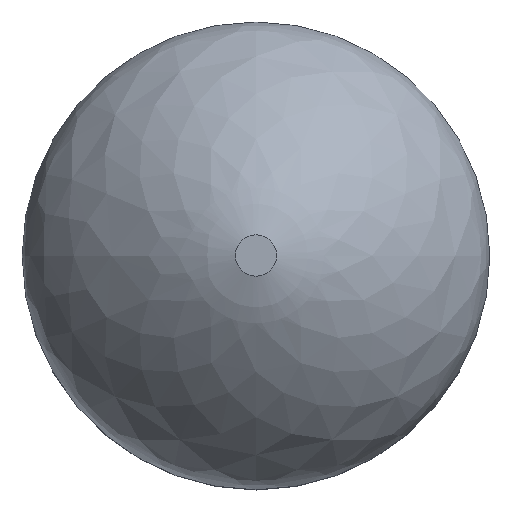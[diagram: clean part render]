
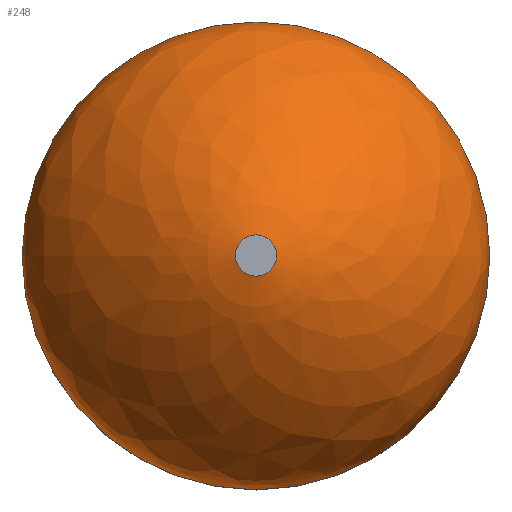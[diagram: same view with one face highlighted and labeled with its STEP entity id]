
A CAD part, top view. The second image highlights one B-rep face of the part: STEP entity #248.
In plain terms, the highlighted free-form (B-spline) face has degree [3, 3] with [4, 19] control points.
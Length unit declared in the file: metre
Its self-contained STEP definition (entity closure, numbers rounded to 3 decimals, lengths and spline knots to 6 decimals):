
#17=B_SPLINE_SURFACE_WITH_KNOTS('',3,3,((#420,#421,#422,#423,#424,#425,
#426,#427,#428,#429,#430,#431,#432,#433,#434,#435,#436,#437,#438),(#439,
#440,#441,#442,#443,#444,#445,#446,#447,#448,#449,#450,#451,#452,#453,#454,
#455,#456,#457),(#458,#459,#460,#461,#462,#463,#464,#465,#466,#467,#468,
#469,#470,#471,#472,#473,#474,#475,#476),(#477,#478,#479,#480,#481,#482,
#483,#484,#485,#486,#487,#488,#489,#490,#491,#492,#493,#494,#495)),
 .UNSPECIFIED.,.F.,.T.,.F.,(4,4),(1,1,1,1,1,1,1,1,1,1,1,1,1,1,1,1,1,1,1,
1,1,1,1),(0.,1.),(-1.178097,-0.785398,-0.392699,
0.,0.392699,0.785398,1.178097,1.570796,
1.963495,2.356194,2.748894,3.141593,3.534292,
3.926991,4.31969,4.712389,5.105088,5.497787,
5.890486,6.283185,6.675884,7.068583,7.461283),
 .UNSPECIFIED.);
#70=ORIENTED_EDGE('',*,*,#131,.F.);
#71=ORIENTED_EDGE('',*,*,#130,.T.);
#130=EDGE_CURVE('',#161,#161,#180,.T.);
#131=EDGE_CURVE('',#162,#162,#181,.T.);
#161=VERTEX_POINT('',#419);
#162=VERTEX_POINT('',#497);
#180=CIRCLE('',#288,0.0015);
#181=CIRCLE('',#289,0.017);
#195=EDGE_LOOP('',(#70));
#196=EDGE_LOOP('',(#71));
#221=FACE_BOUND('',#195,.T.);
#222=FACE_BOUND('',#196,.T.);
#248=ADVANCED_FACE('',(#221,#222),#17,.F.);
#288=AXIS2_PLACEMENT_3D('',#418,#336,#337);
#289=AXIS2_PLACEMENT_3D('',#496,#338,#339);
#336=DIRECTION('',(0.,0.,-1.));
#337=DIRECTION('',(-1.,0.,0.));
#338=DIRECTION('',(0.,0.,-1.));
#339=DIRECTION('',(-1.,0.,0.));
#418=CARTESIAN_POINT('',(0.,0.,0.095));
#419=CARTESIAN_POINT('',(-0.0015,0.,0.095));
#420=CARTESIAN_POINT('',(-0.001422,-0.000589,0.095));
#421=CARTESIAN_POINT('',(-0.001539,0.,0.095));
#422=CARTESIAN_POINT('',(-0.001422,0.000589,0.095));
#423=CARTESIAN_POINT('',(-0.001088,0.001088,0.095));
#424=CARTESIAN_POINT('',(-0.000589,0.001422,0.095));
#425=CARTESIAN_POINT('',(0.,0.001539,0.095));
#426=CARTESIAN_POINT('',(0.000589,0.001422,0.095));
#427=CARTESIAN_POINT('',(0.001088,0.001088,0.095));
#428=CARTESIAN_POINT('',(0.001422,0.000589,0.095));
#429=CARTESIAN_POINT('',(0.001539,0.,0.095));
#430=CARTESIAN_POINT('',(0.001422,-0.000589,0.095));
#431=CARTESIAN_POINT('',(0.001088,-0.001088,0.095));
#432=CARTESIAN_POINT('',(0.000589,-0.001422,0.095));
#433=CARTESIAN_POINT('',(0.,-0.001539,0.095));
#434=CARTESIAN_POINT('',(-0.000589,-0.001422,0.095));
#435=CARTESIAN_POINT('',(-0.001088,-0.001088,0.095));
#436=CARTESIAN_POINT('',(-0.001422,-0.000589,0.095));
#437=CARTESIAN_POINT('',(-0.001539,0.,0.095));
#438=CARTESIAN_POINT('',(-0.001422,0.000589,0.095));
#439=CARTESIAN_POINT('',(-0.007642,-0.003166,0.093569));
#440=CARTESIAN_POINT('',(-0.008272,0.,0.093569));
#441=CARTESIAN_POINT('',(-0.007642,0.003166,0.093569));
#442=CARTESIAN_POINT('',(-0.005849,0.005849,0.093569));
#443=CARTESIAN_POINT('',(-0.003166,0.007642,0.093569));
#444=CARTESIAN_POINT('',(0.,0.008272,0.093569));
#445=CARTESIAN_POINT('',(0.003166,0.007642,0.093569));
#446=CARTESIAN_POINT('',(0.005849,0.005849,0.093569));
#447=CARTESIAN_POINT('',(0.007642,0.003166,0.093569));
#448=CARTESIAN_POINT('',(0.008272,0.,0.093569));
#449=CARTESIAN_POINT('',(0.007642,-0.003166,0.093569));
#450=CARTESIAN_POINT('',(0.005849,-0.005849,0.093569));
#451=CARTESIAN_POINT('',(0.003166,-0.007642,0.093569));
#452=CARTESIAN_POINT('',(0.,-0.008272,0.093569));
#453=CARTESIAN_POINT('',(-0.003166,-0.007642,0.093569));
#454=CARTESIAN_POINT('',(-0.005849,-0.005849,0.093569));
#455=CARTESIAN_POINT('',(-0.007642,-0.003166,0.093569));
#456=CARTESIAN_POINT('',(-0.008272,0.,0.093569));
#457=CARTESIAN_POINT('',(-0.007642,0.003166,0.093569));
#458=CARTESIAN_POINT('',(-0.016222,-0.006719,0.084948));
#459=CARTESIAN_POINT('',(-0.017558,0.,0.084948));
#460=CARTESIAN_POINT('',(-0.016222,0.006719,0.084948));
#461=CARTESIAN_POINT('',(-0.012415,0.012415,0.084948));
#462=CARTESIAN_POINT('',(-0.006719,0.016222,0.084948));
#463=CARTESIAN_POINT('',(0.,0.017558,0.084948));
#464=CARTESIAN_POINT('',(0.006719,0.016222,0.084948));
#465=CARTESIAN_POINT('',(0.012415,0.012415,0.084948));
#466=CARTESIAN_POINT('',(0.016222,0.006719,0.084948));
#467=CARTESIAN_POINT('',(0.017558,0.,0.084948));
#468=CARTESIAN_POINT('',(0.016222,-0.006719,0.084948));
#469=CARTESIAN_POINT('',(0.012415,-0.012415,0.084948));
#470=CARTESIAN_POINT('',(0.006719,-0.016222,0.084948));
#471=CARTESIAN_POINT('',(0.,-0.017558,0.084948));
#472=CARTESIAN_POINT('',(-0.006719,-0.016222,0.084948));
#473=CARTESIAN_POINT('',(-0.012415,-0.012415,0.084948));
#474=CARTESIAN_POINT('',(-0.016222,-0.006719,0.084948));
#475=CARTESIAN_POINT('',(-0.017558,0.,0.084948));
#476=CARTESIAN_POINT('',(-0.016222,0.006719,0.084948));
#477=CARTESIAN_POINT('',(-0.016115,-0.006675,0.080115));
#478=CARTESIAN_POINT('',(-0.017443,0.,0.080115));
#479=CARTESIAN_POINT('',(-0.016115,0.006675,0.080115));
#480=CARTESIAN_POINT('',(-0.012334,0.012334,0.080115));
#481=CARTESIAN_POINT('',(-0.006675,0.016115,0.080115));
#482=CARTESIAN_POINT('',(0.,0.017443,0.080115));
#483=CARTESIAN_POINT('',(0.006675,0.016115,0.080115));
#484=CARTESIAN_POINT('',(0.012334,0.012334,0.080115));
#485=CARTESIAN_POINT('',(0.016115,0.006675,0.080115));
#486=CARTESIAN_POINT('',(0.017443,0.,0.080115));
#487=CARTESIAN_POINT('',(0.016115,-0.006675,0.080115));
#488=CARTESIAN_POINT('',(0.012334,-0.012334,0.080115));
#489=CARTESIAN_POINT('',(0.006675,-0.016115,0.080115));
#490=CARTESIAN_POINT('',(0.,-0.017443,0.080115));
#491=CARTESIAN_POINT('',(-0.006675,-0.016115,0.080115));
#492=CARTESIAN_POINT('',(-0.012334,-0.012334,0.080115));
#493=CARTESIAN_POINT('',(-0.016115,-0.006675,0.080115));
#494=CARTESIAN_POINT('',(-0.017443,0.,0.080115));
#495=CARTESIAN_POINT('',(-0.016115,0.006675,0.080115));
#496=CARTESIAN_POINT('',(0.,0.,0.080115));
#497=CARTESIAN_POINT('',(-0.017,0.,0.080115));
